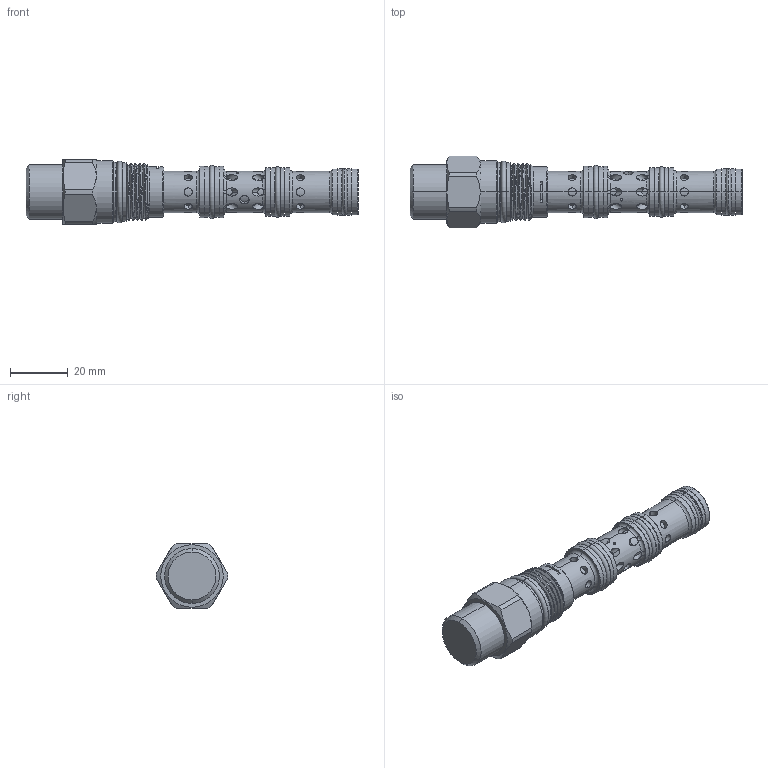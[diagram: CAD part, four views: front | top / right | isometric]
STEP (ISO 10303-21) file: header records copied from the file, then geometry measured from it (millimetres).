
FILE_DESCRIPTION (( 'STEP AP203' ), '1' );
FILE_NAME ('DQ31A41-N.STEP', '2016-05-19T05:49:06', ( '' ), ( '' ), 'SwSTEP 2.0', 'SolidWorks 2012', '' );
FILE_SCHEMA (( 'CONFIG_CONTROL_DESIGN' ));
Length unit declared in the file: millimetre
Products named in the file (1): DQ31A41-N
Bounding box: 115.05 x 24.79 x 22.22 mm (x, y, z)
Volume: 26264.5 mm3; surface area: 11283.3 mm2
Topology: 4 solids, 4 shells, 322 faces, 732 edges, 458 vertices
Faces by surface type: cylinder 200, plane 41, torus 36, cone 26, bspline 19
Entity records: 13807 total; most frequent: CARTESIAN_POINT 6831, ORIENTED_EDGE 1464, DIRECTION 1375, EDGE_CURVE 732, AXIS2_PLACEMENT_3D 587, VERTEX_POINT 458, EDGE_LOOP 368, FACE_OUTER_BOUND 322
